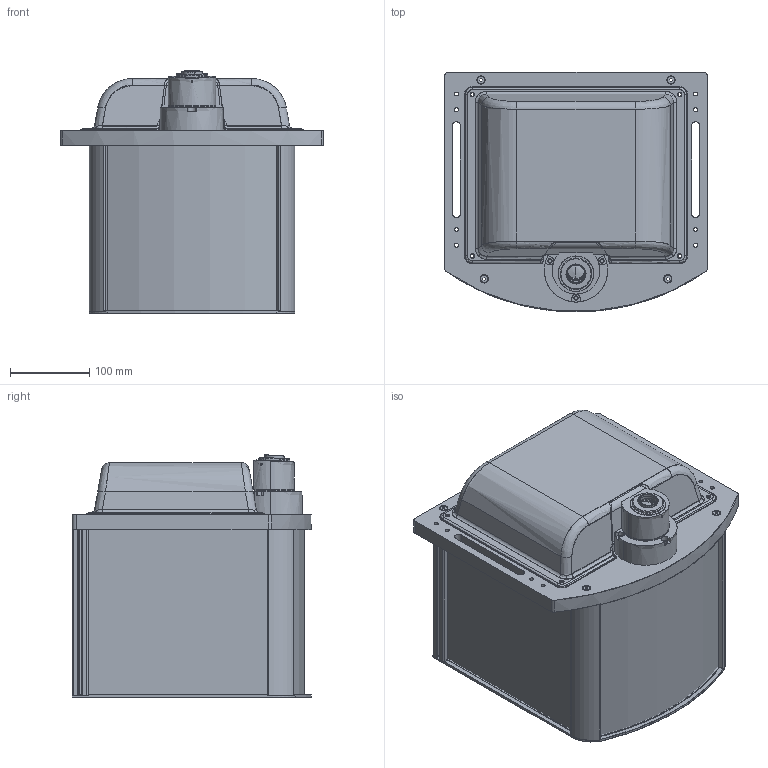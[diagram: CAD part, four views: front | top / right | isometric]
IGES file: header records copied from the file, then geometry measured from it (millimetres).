
Start section: SolidWorks IGES file using analytic representation for surfaces
Global section: file name: TCCP12144.igs; native system: SolidWorks 2018; preprocessor: SolidWorks 2018; author: ccharly; date: 190125.101303; units: millimetre
Bounding box: 332 x 302.52 x 306.16 mm (x, y, z)
Surface area: 642138.5 mm2 (no closed solid volume)
Topology: 0 solids, 0 shells, 434 faces, 7122 edges, 7120 vertices
Faces by surface type: revolution 245, bspline 189
